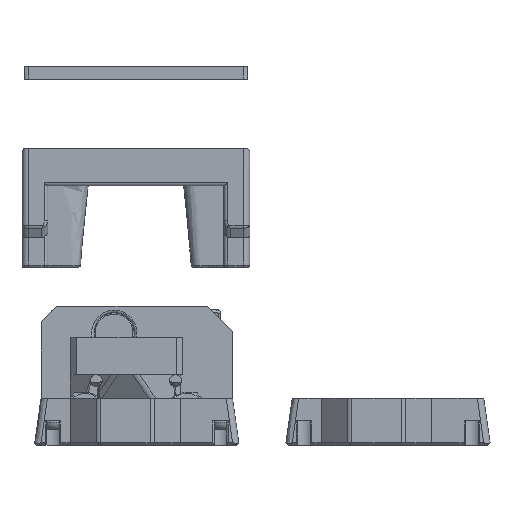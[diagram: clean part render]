
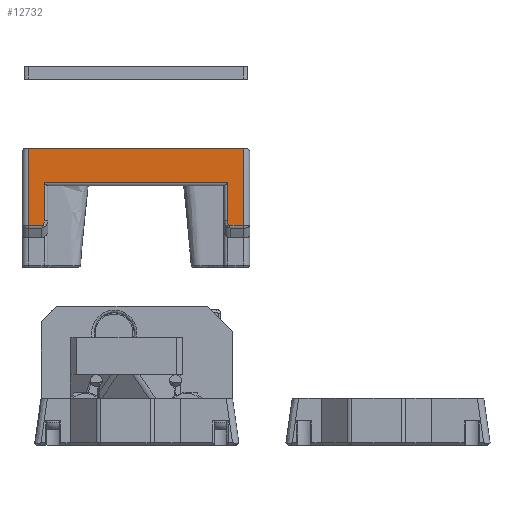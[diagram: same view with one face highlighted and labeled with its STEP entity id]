
A CAD part, top view. The second image highlights one B-rep face of the part: STEP entity #12732.
In plain terms, the highlighted face is planar.
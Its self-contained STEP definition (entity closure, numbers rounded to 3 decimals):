
#624=ELLIPSE('',#13693,0.8,0.4);
#628=ELLIPSE('',#13701,0.8,0.4);
#1152=PLANE('',#13700);
#1692=FACE_OUTER_BOUND('',#2481,.T.);
#2481=EDGE_LOOP('',(#9964,#9965,#9966,#9967,#9968,#9969,#9970,#9971,#9972,
#9973));
#3398=LINE('',#23027,#4414);
#3402=LINE('',#23101,#4418);
#3404=LINE('',#23107,#4420);
#3405=LINE('',#23109,#4421);
#3406=LINE('',#23113,#4422);
#3407=LINE('',#23115,#4423);
#3408=LINE('',#23117,#4424);
#3409=LINE('',#23118,#4425);
#4414=VECTOR('',#15544,10.);
#4418=VECTOR('',#15568,10.);
#4420=VECTOR('',#15574,10.);
#4421=VECTOR('',#15575,10.);
#4422=VECTOR('',#15578,10.);
#4423=VECTOR('',#15579,10.);
#4424=VECTOR('',#15580,10.);
#4425=VECTOR('',#15581,10.);
#5808=VERTEX_POINT('',#23014);
#5810=VERTEX_POINT('',#23026);
#5813=VERTEX_POINT('',#23058);
#5819=VERTEX_POINT('',#23100);
#5821=VERTEX_POINT('',#23106);
#5822=VERTEX_POINT('',#23108);
#5823=VERTEX_POINT('',#23110);
#5824=VERTEX_POINT('',#23112);
#5825=VERTEX_POINT('',#23114);
#5826=VERTEX_POINT('',#23116);
#7296=EDGE_CURVE('',#5808,#5810,#3398,.T.);
#7302=EDGE_CURVE('',#5810,#5813,#624,.T.);
#7309=EDGE_CURVE('',#5813,#5819,#3402,.T.);
#7312=EDGE_CURVE('',#5808,#5821,#3404,.T.);
#7313=EDGE_CURVE('',#5822,#5821,#3405,.T.);
#7314=EDGE_CURVE('',#5823,#5822,#628,.T.);
#7315=EDGE_CURVE('',#5824,#5823,#3406,.T.);
#7316=EDGE_CURVE('',#5825,#5824,#3407,.T.);
#7317=EDGE_CURVE('',#5825,#5826,#3408,.T.);
#7318=EDGE_CURVE('',#5819,#5826,#3409,.T.);
#9964=ORIENTED_EDGE('',*,*,#7302,.F.);
#9965=ORIENTED_EDGE('',*,*,#7296,.F.);
#9966=ORIENTED_EDGE('',*,*,#7312,.T.);
#9967=ORIENTED_EDGE('',*,*,#7313,.F.);
#9968=ORIENTED_EDGE('',*,*,#7314,.F.);
#9969=ORIENTED_EDGE('',*,*,#7315,.F.);
#9970=ORIENTED_EDGE('',*,*,#7316,.F.);
#9971=ORIENTED_EDGE('',*,*,#7317,.T.);
#9972=ORIENTED_EDGE('',*,*,#7318,.F.);
#9973=ORIENTED_EDGE('',*,*,#7309,.F.);
#12732=ADVANCED_FACE('',(#1692),#1152,.F.);
#13693=AXIS2_PLACEMENT_3D('',#23062,#15554,#15555);
#13700=AXIS2_PLACEMENT_3D('',#23105,#15572,#15573);
#13701=AXIS2_PLACEMENT_3D('',#23111,#15576,#15577);
#15544=DIRECTION('',(0.,1.,0.));
#15554=DIRECTION('center_axis',(0.,0.,
1.));
#15555=DIRECTION('ref_axis',(0.,-1.,0.));
#15568=DIRECTION('',(-1.,0.,0.));
#15572=DIRECTION('center_axis',(0.,0.,
1.));
#15573=DIRECTION('ref_axis',(1.,0.,0.));
#15574=DIRECTION('',(1.,0.,0.));
#15575=DIRECTION('',(0.,-1.,0.));
#15576=DIRECTION('center_axis',(0.,0.,
1.));
#15577=DIRECTION('ref_axis',(0.,-1.,0.));
#15578=DIRECTION('',(-1.,0.,0.));
#15579=DIRECTION('',(0.,1.,0.));
#15580=DIRECTION('',(-1.,0.,0.));
#15581=DIRECTION('',(0.,-1.,0.));
#23014=CARTESIAN_POINT('',(37.405,48.2,31.344));
#23026=CARTESIAN_POINT('',(37.405,54.275,31.344));
#23027=CARTESIAN_POINT('',(37.405,45.7,31.344));
#23058=CARTESIAN_POINT('',(37.205,54.968,31.344));
#23062=CARTESIAN_POINT('Origin',(37.005,54.275,31.344));
#23100=CARTESIAN_POINT('',(34.877,54.968,31.344));
#23101=CARTESIAN_POINT('',(42.941,54.968,31.344));
#23105=CARTESIAN_POINT('Origin',(33.877,42.7,31.344));
#23106=CARTESIAN_POINT('',(66.605,48.2,31.345));
#23107=CARTESIAN_POINT('',(42.941,48.2,31.344));
#23108=CARTESIAN_POINT('',(66.605,54.275,31.344));
#23109=CARTESIAN_POINT('',(66.605,45.7,31.345));
#23110=CARTESIAN_POINT('',(66.805,54.968,31.344));
#23111=CARTESIAN_POINT('Origin',(67.005,54.275,31.344));
#23112=CARTESIAN_POINT('',(69.132,54.968,31.345));
#23113=CARTESIAN_POINT('',(42.941,54.968,31.344));
#23114=CARTESIAN_POINT('',(69.132,42.7,31.345));
#23115=CARTESIAN_POINT('',(69.132,42.7,31.345));
#23116=CARTESIAN_POINT('',(34.877,42.7,31.344));
#23117=CARTESIAN_POINT('',(42.941,42.7,31.344));
#23118=CARTESIAN_POINT('',(34.877,42.7,31.344));
